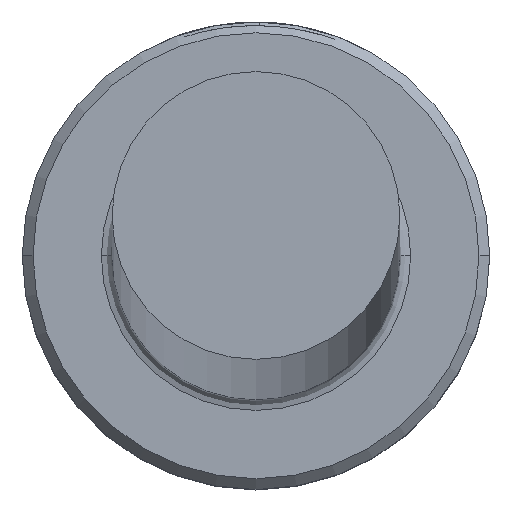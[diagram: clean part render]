
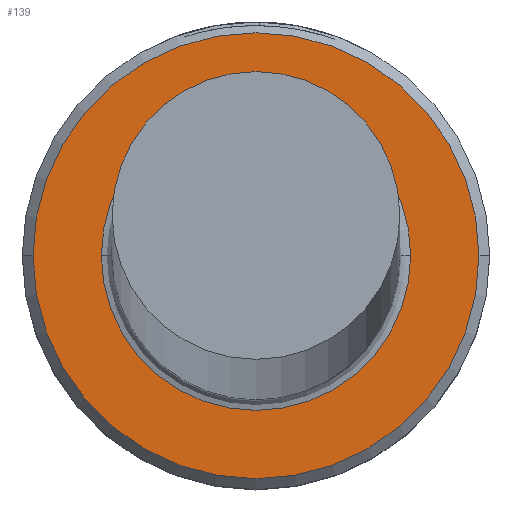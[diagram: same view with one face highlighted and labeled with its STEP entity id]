
A CAD part, top view. The second image highlights one B-rep face of the part: STEP entity #139.
In plain terms, the highlighted planar face has unit normal (0, 0, 1).
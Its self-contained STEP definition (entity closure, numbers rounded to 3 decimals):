
#3 = DIRECTION ( 'NONE',  ( 0., 0., 1. ) ) ;
#37 = CIRCLE ( 'NONE', #60, 4.3 ) ;
#47 = VERTEX_POINT ( 'NONE', #1130 ) ;
#60 = AXIS2_PLACEMENT_3D ( 'NONE', #485, #1124, #574 ) ;
#81 = CARTESIAN_POINT ( 'NONE',  ( 0., 0., 8. ) ) ;
#109 = CARTESIAN_POINT ( 'NONE',  ( 0., 0., 8. ) ) ;
#139 = ADVANCED_FACE ( 'NONE', ( #280, #241 ), #564, .T. ) ;
#172 = EDGE_CURVE ( 'NONE', #1013, #47, #242, .T. ) ;
#174 = DIRECTION ( 'NONE',  ( -1., 0., 0. ) ) ;
#188 = CARTESIAN_POINT ( 'NONE',  ( 0., 0., 8. ) ) ;
#219 = ORIENTED_EDGE ( 'NONE', *, *, #428, .T. ) ;
#227 = CIRCLE ( 'NONE', #311, 6.2 ) ;
#241 = FACE_BOUND ( 'NONE', #545, .T. ) ;
#242 = CIRCLE ( 'NONE', #803, 6.2 ) ;
#270 = EDGE_LOOP ( 'NONE', ( #1063, #685 ) ) ;
#276 = DIRECTION ( 'NONE',  ( 1., 0., 0. ) ) ;
#280 = FACE_OUTER_BOUND ( 'NONE', #270, .T. ) ;
#311 = AXIS2_PLACEMENT_3D ( 'NONE', #188, #836, #276 ) ;
#380 = DIRECTION ( 'NONE',  ( 1., 0., 0. ) ) ;
#407 = VERTEX_POINT ( 'NONE', #745 ) ;
#428 = EDGE_CURVE ( 'NONE', #407, #645, #37, .T. ) ;
#457 = CARTESIAN_POINT ( 'NONE',  ( -6.2, 0., 8. ) ) ;
#464 = DIRECTION ( 'NONE',  ( 0., 0., 1. ) ) ;
#485 = CARTESIAN_POINT ( 'NONE',  ( 0., 0., 8. ) ) ;
#522 = AXIS2_PLACEMENT_3D ( 'NONE', #81, #728, #174 ) ;
#543 = DIRECTION ( 'NONE',  ( 1., 0., 0. ) ) ;
#545 = EDGE_LOOP ( 'NONE', ( #219, #1163 ) ) ;
#564 = PLANE ( 'NONE',  #977 ) ;
#574 = DIRECTION ( 'NONE',  ( -1., 0., 0. ) ) ;
#645 = VERTEX_POINT ( 'NONE', #888 ) ;
#664 = CIRCLE ( 'NONE', #522, 4.3 ) ;
#685 = ORIENTED_EDGE ( 'NONE', *, *, #1068, .T. ) ;
#728 = DIRECTION ( 'NONE',  ( 0., 0., -1. ) ) ;
#745 = CARTESIAN_POINT ( 'NONE',  ( -4.3, 0., 8. ) ) ;
#803 = AXIS2_PLACEMENT_3D ( 'NONE', #995, #464, #543 ) ;
#836 = DIRECTION ( 'NONE',  ( 0., 0., 1. ) ) ;
#888 = CARTESIAN_POINT ( 'NONE',  ( 4.3, 0., 8. ) ) ;
#935 = EDGE_CURVE ( 'NONE', #645, #407, #664, .T. ) ;
#977 = AXIS2_PLACEMENT_3D ( 'NONE', #109, #3, #380 ) ;
#995 = CARTESIAN_POINT ( 'NONE',  ( 0., 0., 8. ) ) ;
#1013 = VERTEX_POINT ( 'NONE', #457 ) ;
#1063 = ORIENTED_EDGE ( 'NONE', *, *, #172, .T. ) ;
#1068 = EDGE_CURVE ( 'NONE', #47, #1013, #227, .T. ) ;
#1124 = DIRECTION ( 'NONE',  ( 0., 0., -1. ) ) ;
#1130 = CARTESIAN_POINT ( 'NONE',  ( 6.2, 0., 8. ) ) ;
#1163 = ORIENTED_EDGE ( 'NONE', *, *, #935, .T. ) ;
